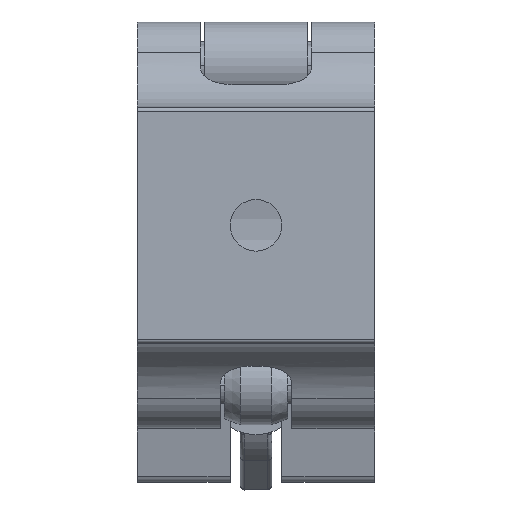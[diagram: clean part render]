
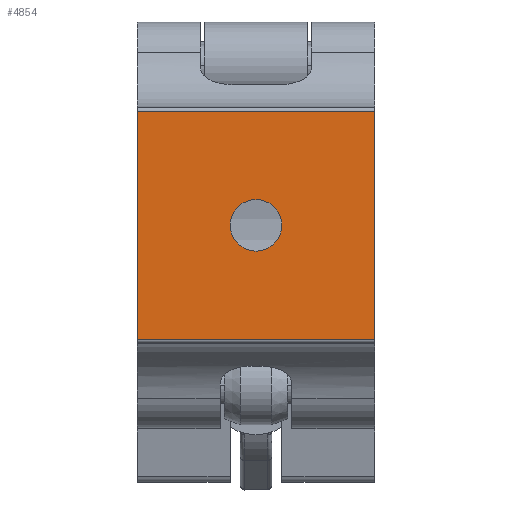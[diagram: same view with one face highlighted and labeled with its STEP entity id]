
A CAD part, front view. The second image highlights one B-rep face of the part: STEP entity #4854.
In plain terms, the highlighted planar face has unit normal (0, -1, 0).
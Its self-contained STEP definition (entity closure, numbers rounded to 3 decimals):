
#7 = DIRECTION ( 'NONE',  ( 0., 1., 0. ) ) ;
#303 = VECTOR ( 'NONE', #14785, 1000. ) ;
#954 = ORIENTED_EDGE ( 'NONE', *, *, #14217, .F. ) ;
#1460 = DIRECTION ( 'NONE',  ( 0., 0., -1. ) ) ;
#1643 = DIRECTION ( 'NONE',  ( 0., 1., 0. ) ) ;
#2274 = FACE_OUTER_BOUND ( 'NONE', #11668, .T. ) ;
#2686 = CARTESIAN_POINT ( 'NONE',  ( -14.95, 0., -14.866 ) ) ;
#2848 = VECTOR ( 'NONE', #1460, 1000. ) ;
#3191 = AXIS2_PLACEMENT_3D ( 'NONE', #9070, #13982, #4054 ) ;
#3423 = CARTESIAN_POINT ( 'NONE',  ( 0., 0., 3.25 ) ) ;
#4054 = DIRECTION ( 'NONE',  ( 0., 0., 1. ) ) ;
#4391 = VECTOR ( 'NONE', #14316, 1000. ) ;
#4854 = ADVANCED_FACE ( 'NONE', ( #15871, #2274 ), #6434, .F. ) ;
#5123 = CARTESIAN_POINT ( 'NONE',  ( -14.95, 0., -14.366 ) ) ;
#5340 = LINE ( 'NONE', #7098, #4391 ) ;
#5621 = VERTEX_POINT ( 'NONE', #14875 ) ;
#5974 = CARTESIAN_POINT ( 'NONE',  ( -14.95, 0., 14.366 ) ) ;
#6168 = ORIENTED_EDGE ( 'NONE', *, *, #6849, .T. ) ;
#6293 = CIRCLE ( 'NONE', #3191, 3.25 ) ;
#6434 = PLANE ( 'NONE',  #8608 ) ;
#6849 = EDGE_CURVE ( 'NONE', #11481, #7506, #6293, .T. ) ;
#7098 = CARTESIAN_POINT ( 'NONE',  ( 14.95, 0., -14.866 ) ) ;
#7238 = CARTESIAN_POINT ( 'NONE',  ( 14.95, 0., -14.366 ) ) ;
#7450 = ORIENTED_EDGE ( 'NONE', *, *, #13538, .T. ) ;
#7506 = VERTEX_POINT ( 'NONE', #3423 ) ;
#7898 = CARTESIAN_POINT ( 'NONE',  ( 0., 0., -3.25 ) ) ;
#8012 = EDGE_CURVE ( 'NONE', #13255, #9210, #11328, .T. ) ;
#8013 = VECTOR ( 'NONE', #14520, 1000. ) ;
#8608 = AXIS2_PLACEMENT_3D ( 'NONE', #14139, #1643, #11664 ) ;
#8844 = ORIENTED_EDGE ( 'NONE', *, *, #13898, .T. ) ;
#9010 = EDGE_LOOP ( 'NONE', ( #8844, #6168 ) ) ;
#9030 = ORIENTED_EDGE ( 'NONE', *, *, #8012, .T. ) ;
#9070 = CARTESIAN_POINT ( 'NONE',  ( 0., 0., 0. ) ) ;
#9072 = LINE ( 'NONE', #7238, #303 ) ;
#9210 = VERTEX_POINT ( 'NONE', #5974 ) ;
#9275 = LINE ( 'NONE', #2686, #2848 ) ;
#10031 = CARTESIAN_POINT ( 'NONE',  ( 0., 0., 0. ) ) ;
#10485 = AXIS2_PLACEMENT_3D ( 'NONE', #10031, #7, #11230 ) ;
#11230 = DIRECTION ( 'NONE',  ( 0., 0., 1. ) ) ;
#11328 = LINE ( 'NONE', #12051, #8013 ) ;
#11481 = VERTEX_POINT ( 'NONE', #7898 ) ;
#11664 = DIRECTION ( 'NONE',  ( 0., 0., 1. ) ) ;
#11668 = EDGE_LOOP ( 'NONE', ( #7450, #13783, #954, #9030 ) ) ;
#12051 = CARTESIAN_POINT ( 'NONE',  ( 14.95, 0., 14.366 ) ) ;
#13255 = VERTEX_POINT ( 'NONE', #14504 ) ;
#13356 = EDGE_CURVE ( 'NONE', #13900, #5621, #9072, .T. ) ;
#13495 = CIRCLE ( 'NONE', #10485, 3.25 ) ;
#13538 = EDGE_CURVE ( 'NONE', #9210, #13900, #9275, .T. ) ;
#13783 = ORIENTED_EDGE ( 'NONE', *, *, #13356, .T. ) ;
#13898 = EDGE_CURVE ( 'NONE', #7506, #11481, #13495, .T. ) ;
#13900 = VERTEX_POINT ( 'NONE', #5123 ) ;
#13982 = DIRECTION ( 'NONE',  ( 0., 1., 0. ) ) ;
#14139 = CARTESIAN_POINT ( 'NONE',  ( 14.95, 0., -14.866 ) ) ;
#14217 = EDGE_CURVE ( 'NONE', #13255, #5621, #5340, .T. ) ;
#14316 = DIRECTION ( 'NONE',  ( 0., 0., -1. ) ) ;
#14504 = CARTESIAN_POINT ( 'NONE',  ( 14.95, 0., 14.366 ) ) ;
#14520 = DIRECTION ( 'NONE',  ( -1., 0., 0. ) ) ;
#14785 = DIRECTION ( 'NONE',  ( 1., 0., 0. ) ) ;
#14875 = CARTESIAN_POINT ( 'NONE',  ( 14.95, 0., -14.366 ) ) ;
#15871 = FACE_BOUND ( 'NONE', #9010, .T. ) ;
